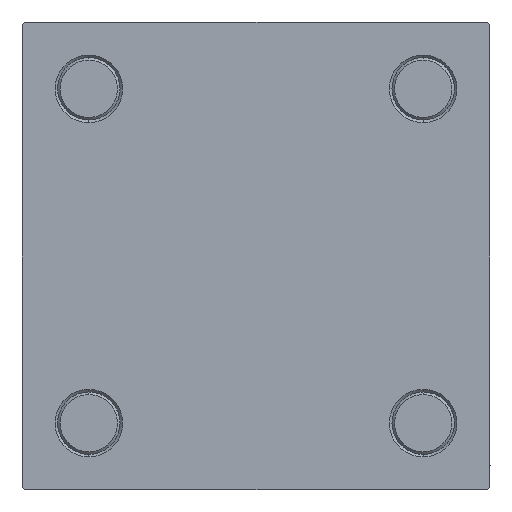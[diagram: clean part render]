
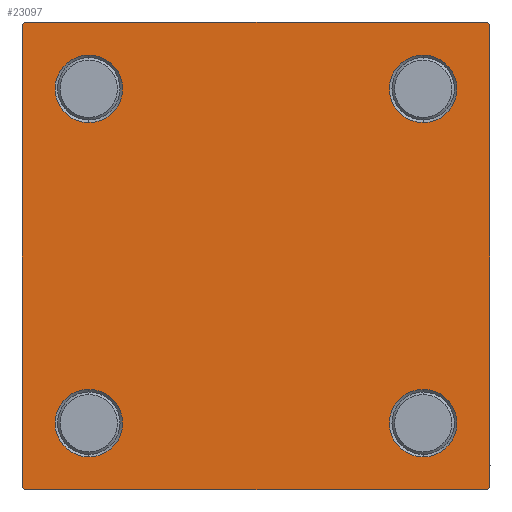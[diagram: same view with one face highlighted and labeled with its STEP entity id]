
A CAD part, left-side view. The second image highlights one B-rep face of the part: STEP entity #23097.
In plain terms, the highlighted planar face has unit normal (-1, 0, 0).
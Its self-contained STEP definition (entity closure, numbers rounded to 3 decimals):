
#232 = CIRCLE ( 'NONE', #17902, 6.5 ) ;
#391 = DIRECTION ( 'NONE',  ( 0., 0., 1. ) ) ;
#986 = CARTESIAN_POINT ( 'NONE',  ( 0., -45., 44.5 ) ) ;
#1238 = VERTEX_POINT ( 'NONE', #10123 ) ;
#1312 = DIRECTION ( 'NONE',  ( 0., 0., 1. ) ) ;
#1591 = VECTOR ( 'NONE', #28197, 1000. ) ;
#1779 = DIRECTION ( 'NONE',  ( 0., 0., 1. ) ) ;
#1913 = DIRECTION ( 'NONE',  ( 0., -0.707, 0.707 ) ) ;
#2234 = EDGE_CURVE ( 'NONE', #12315, #30309, #38556, .T. ) ;
#2266 = ORIENTED_EDGE ( 'NONE', *, *, #23718, .T. ) ;
#3004 = CARTESIAN_POINT ( 'NONE',  ( 0., -45., 45. ) ) ;
#3137 = VERTEX_POINT ( 'NONE', #44349 ) ;
#3346 = CARTESIAN_POINT ( 'NONE',  ( 0., -32.15, 38.65 ) ) ;
#3348 = VERTEX_POINT ( 'NONE', #12586 ) ;
#3600 = DIRECTION ( 'NONE',  ( 0., 0., -1. ) ) ;
#4051 = CARTESIAN_POINT ( 'NONE',  ( 0., 32.15, 32.15 ) ) ;
#4170 = CARTESIAN_POINT ( 'NONE',  ( 0., -32.15, -32.15 ) ) ;
#4223 = EDGE_CURVE ( 'NONE', #1238, #14268, #24114, .T. ) ;
#4351 = CARTESIAN_POINT ( 'NONE',  ( 0., -32.15, 32.15 ) ) ;
#4802 = CARTESIAN_POINT ( 'NONE',  ( 0., -32.15, -25.65 ) ) ;
#5601 = VECTOR ( 'NONE', #7512, 1000. ) ;
#5678 = FACE_BOUND ( 'NONE', #18695, .T. ) ;
#6177 = FACE_BOUND ( 'NONE', #20456, .T. ) ;
#7106 = DIRECTION ( 'NONE',  ( 0., 0., 1. ) ) ;
#7130 = CARTESIAN_POINT ( 'NONE',  ( 0., -32.15, -38.65 ) ) ;
#7512 = DIRECTION ( 'NONE',  ( 0., 0., -1. ) ) ;
#8070 = CARTESIAN_POINT ( 'NONE',  ( 0., 32.15, -32.15 ) ) ;
#8198 = CIRCLE ( 'NONE', #42792, 6.5 ) ;
#8312 = VECTOR ( 'NONE', #34169, 1000. ) ;
#8377 = ORIENTED_EDGE ( 'NONE', *, *, #44405, .T. ) ;
#8807 = AXIS2_PLACEMENT_3D ( 'NONE', #8070, #24198, #31017 ) ;
#9300 = CARTESIAN_POINT ( 'NONE',  ( 0., -32.15, 25.65 ) ) ;
#10123 = CARTESIAN_POINT ( 'NONE',  ( 0., 32.15, -25.65 ) ) ;
#10395 = LINE ( 'NONE', #14685, #30323 ) ;
#11136 = CARTESIAN_POINT ( 'NONE',  ( 0., 45., -44.5 ) ) ;
#11719 = CARTESIAN_POINT ( 'NONE',  ( 0., 45., -45. ) ) ;
#12307 = EDGE_CURVE ( 'NONE', #14268, #1238, #13767, .T. ) ;
#12315 = VERTEX_POINT ( 'NONE', #3346 ) ;
#12586 = CARTESIAN_POINT ( 'NONE',  ( 0., -45., -44.5 ) ) ;
#13211 = DIRECTION ( 'NONE',  ( 1., 0., 0. ) ) ;
#13307 = CARTESIAN_POINT ( 'NONE',  ( 0., 44.75, 44.75 ) ) ;
#13493 = CARTESIAN_POINT ( 'NONE',  ( 0., -44.75, -44.75 ) ) ;
#13767 = CIRCLE ( 'NONE', #28268, 6.5 ) ;
#13819 = ORIENTED_EDGE ( 'NONE', *, *, #26234, .T. ) ;
#14172 = EDGE_CURVE ( 'NONE', #31825, #19788, #8198, .T. ) ;
#14256 = AXIS2_PLACEMENT_3D ( 'NONE', #4351, #19474, #1312 ) ;
#14268 = VERTEX_POINT ( 'NONE', #44358 ) ;
#14685 = CARTESIAN_POINT ( 'NONE',  ( 0., 45., 45. ) ) ;
#15175 = EDGE_CURVE ( 'NONE', #19788, #31825, #44634, .T. ) ;
#15516 = VERTEX_POINT ( 'NONE', #15588 ) ;
#15588 = CARTESIAN_POINT ( 'NONE',  ( 0., -44.5, 45. ) ) ;
#16247 = DIRECTION ( 'NONE',  ( 1., 0., 0. ) ) ;
#16528 = CARTESIAN_POINT ( 'NONE',  ( 0., 44.5, 45. ) ) ;
#17278 = VERTEX_POINT ( 'NONE', #986 ) ;
#17288 = ORIENTED_EDGE ( 'NONE', *, *, #49629, .T. ) ;
#17662 = VERTEX_POINT ( 'NONE', #16528 ) ;
#17902 = AXIS2_PLACEMENT_3D ( 'NONE', #4051, #19419, #42832 ) ;
#18295 = EDGE_CURVE ( 'NONE', #3137, #42745, #43910, .T. ) ;
#18454 = CARTESIAN_POINT ( 'NONE',  ( 0., 44.5, -45. ) ) ;
#18695 = EDGE_LOOP ( 'NONE', ( #47340, #13819 ) ) ;
#19031 = DIRECTION ( 'NONE',  ( 0., -1., 0. ) ) ;
#19419 = DIRECTION ( 'NONE',  ( 1., 0., 0. ) ) ;
#19474 = DIRECTION ( 'NONE',  ( 1., 0., 0. ) ) ;
#19788 = VERTEX_POINT ( 'NONE', #4802 ) ;
#20047 = AXIS2_PLACEMENT_3D ( 'NONE', #25024, #40870, #20982 ) ;
#20432 = VERTEX_POINT ( 'NONE', #11136 ) ;
#20456 = EDGE_LOOP ( 'NONE', ( #25953, #32305 ) ) ;
#20921 = CARTESIAN_POINT ( 'NONE',  ( 0., 32.15, 32.15 ) ) ;
#20982 = DIRECTION ( 'NONE',  ( 0., 0., 1. ) ) ;
#21124 = LINE ( 'NONE', #13307, #38672 ) ;
#21528 = CIRCLE ( 'NONE', #14256, 6.5 ) ;
#22117 = AXIS2_PLACEMENT_3D ( 'NONE', #43700, #13211, #39672 ) ;
#22771 = VERTEX_POINT ( 'NONE', #18454 ) ;
#22817 = LINE ( 'NONE', #11719, #36550 ) ;
#22908 = ORIENTED_EDGE ( 'NONE', *, *, #49749, .F. ) ;
#23097 = ADVANCED_FACE ( 'NONE', ( #5678, #6177, #40942, #40189, #29618 ), #41199, .T. ) ;
#23718 = EDGE_CURVE ( 'NONE', #37241, #20432, #10395, .T. ) ;
#24114 = CIRCLE ( 'NONE', #8807, 6.5 ) ;
#24198 = DIRECTION ( 'NONE',  ( 1., 0., 0. ) ) ;
#24312 = LINE ( 'NONE', #40399, #40580 ) ;
#24665 = AXIS2_PLACEMENT_3D ( 'NONE', #48755, #40694, #33151 ) ;
#24867 = EDGE_CURVE ( 'NONE', #36551, #3348, #28865, .T. ) ;
#25024 = CARTESIAN_POINT ( 'NONE',  ( 0., -32.15, 32.15 ) ) ;
#25953 = ORIENTED_EDGE ( 'NONE', *, *, #15175, .T. ) ;
#26025 = DIRECTION ( 'NONE',  ( 1., 0., 0. ) ) ;
#26234 = EDGE_CURVE ( 'NONE', #30309, #12315, #21528, .T. ) ;
#26327 = VECTOR ( 'NONE', #1913, 1000. ) ;
#27722 = ORIENTED_EDGE ( 'NONE', *, *, #18295, .T. ) ;
#28197 = DIRECTION ( 'NONE',  ( 0., 0.707, 0.707 ) ) ;
#28268 = AXIS2_PLACEMENT_3D ( 'NONE', #41122, #26025, #7106 ) ;
#28411 = EDGE_LOOP ( 'NONE', ( #42650, #42861 ) ) ;
#28482 = CARTESIAN_POINT ( 'NONE',  ( 0., 45., 44.5 ) ) ;
#28865 = LINE ( 'NONE', #13493, #26327 ) ;
#29093 = ORIENTED_EDGE ( 'NONE', *, *, #31411, .T. ) ;
#29487 = AXIS2_PLACEMENT_3D ( 'NONE', #20921, #36288, #1779 ) ;
#29618 = FACE_OUTER_BOUND ( 'NONE', #41892, .T. ) ;
#30309 = VERTEX_POINT ( 'NONE', #9300 ) ;
#30323 = VECTOR ( 'NONE', #3600, 1000. ) ;
#31017 = DIRECTION ( 'NONE',  ( 0., 0., 1. ) ) ;
#31411 = EDGE_CURVE ( 'NONE', #17278, #15516, #43557, .T. ) ;
#31825 = VERTEX_POINT ( 'NONE', #7130 ) ;
#31879 = DIRECTION ( 'NONE',  ( 0., -1., 0. ) ) ;
#32305 = ORIENTED_EDGE ( 'NONE', *, *, #14172, .T. ) ;
#32325 = EDGE_CURVE ( 'NONE', #17278, #3348, #49590, .T. ) ;
#33151 = DIRECTION ( 'NONE',  ( 0., 0., 1. ) ) ;
#33658 = EDGE_CURVE ( 'NONE', #17662, #37241, #21124, .T. ) ;
#34169 = DIRECTION ( 'NONE',  ( 0., -0.707, -0.707 ) ) ;
#35971 = CARTESIAN_POINT ( 'NONE',  ( 0., -44.5, -45. ) ) ;
#36288 = DIRECTION ( 'NONE',  ( 1., 0., 0. ) ) ;
#36550 = VECTOR ( 'NONE', #19031, 1000. ) ;
#36551 = VERTEX_POINT ( 'NONE', #35971 ) ;
#37241 = VERTEX_POINT ( 'NONE', #28482 ) ;
#38556 = CIRCLE ( 'NONE', #20047, 6.5 ) ;
#38672 = VECTOR ( 'NONE', #40254, 1000. ) ;
#38681 = LINE ( 'NONE', #41968, #8312 ) ;
#39282 = CARTESIAN_POINT ( 'NONE',  ( 0., -44.75, 44.75 ) ) ;
#39672 = DIRECTION ( 'NONE',  ( 0., 0., 1. ) ) ;
#39855 = ORIENTED_EDGE ( 'NONE', *, *, #32325, .F. ) ;
#40189 = FACE_BOUND ( 'NONE', #43278, .T. ) ;
#40254 = DIRECTION ( 'NONE',  ( 0., 0.707, -0.707 ) ) ;
#40399 = CARTESIAN_POINT ( 'NONE',  ( 0., 45., 45. ) ) ;
#40580 = VECTOR ( 'NONE', #31879, 1000. ) ;
#40694 = DIRECTION ( 'NONE',  ( -1., 0., 0. ) ) ;
#40870 = DIRECTION ( 'NONE',  ( 1., 0., 0. ) ) ;
#40942 = FACE_BOUND ( 'NONE', #28411, .T. ) ;
#41122 = CARTESIAN_POINT ( 'NONE',  ( 0., 32.15, -32.15 ) ) ;
#41199 = PLANE ( 'NONE',  #24665 ) ;
#41892 = EDGE_LOOP ( 'NONE', ( #2266, #8377, #17288, #43559, #39855, #29093, #22908, #44624 ) ) ;
#41968 = CARTESIAN_POINT ( 'NONE',  ( 0., 44.75, -44.75 ) ) ;
#42650 = ORIENTED_EDGE ( 'NONE', *, *, #4223, .T. ) ;
#42745 = VERTEX_POINT ( 'NONE', #49604 ) ;
#42792 = AXIS2_PLACEMENT_3D ( 'NONE', #4170, #16247, #391 ) ;
#42832 = DIRECTION ( 'NONE',  ( 0., 0., 1. ) ) ;
#42861 = ORIENTED_EDGE ( 'NONE', *, *, #12307, .T. ) ;
#43278 = EDGE_LOOP ( 'NONE', ( #27722, #47816 ) ) ;
#43557 = LINE ( 'NONE', #39282, #1591 ) ;
#43559 = ORIENTED_EDGE ( 'NONE', *, *, #24867, .T. ) ;
#43700 = CARTESIAN_POINT ( 'NONE',  ( 0., -32.15, -32.15 ) ) ;
#43910 = CIRCLE ( 'NONE', #29487, 6.5 ) ;
#44349 = CARTESIAN_POINT ( 'NONE',  ( 0., 32.15, 38.65 ) ) ;
#44358 = CARTESIAN_POINT ( 'NONE',  ( 0., 32.15, -38.65 ) ) ;
#44405 = EDGE_CURVE ( 'NONE', #20432, #22771, #38681, .T. ) ;
#44624 = ORIENTED_EDGE ( 'NONE', *, *, #33658, .T. ) ;
#44634 = CIRCLE ( 'NONE', #22117, 6.5 ) ;
#44795 = EDGE_CURVE ( 'NONE', #42745, #3137, #232, .T. ) ;
#47340 = ORIENTED_EDGE ( 'NONE', *, *, #2234, .T. ) ;
#47816 = ORIENTED_EDGE ( 'NONE', *, *, #44795, .T. ) ;
#48755 = CARTESIAN_POINT ( 'NONE',  ( 0., 0., 0. ) ) ;
#49590 = LINE ( 'NONE', #3004, #5601 ) ;
#49604 = CARTESIAN_POINT ( 'NONE',  ( 0., 32.15, 25.65 ) ) ;
#49629 = EDGE_CURVE ( 'NONE', #22771, #36551, #22817, .T. ) ;
#49749 = EDGE_CURVE ( 'NONE', #17662, #15516, #24312, .T. ) ;
